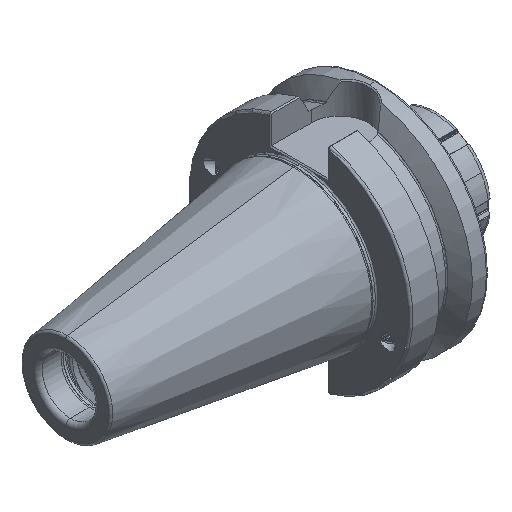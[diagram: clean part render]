
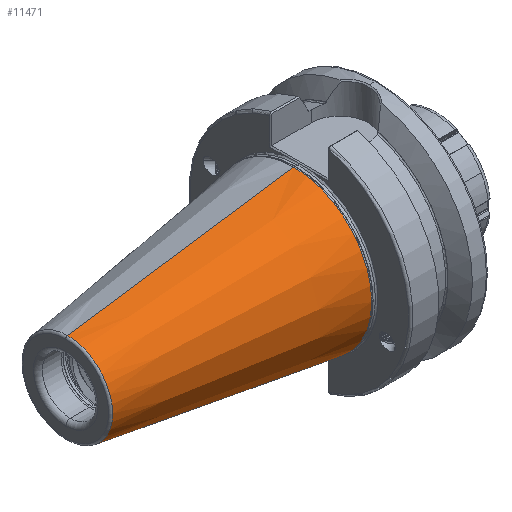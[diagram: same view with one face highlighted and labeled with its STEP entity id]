
A CAD part, isometric view. The second image highlights one B-rep face of the part: STEP entity #11471.
In plain terms, the highlighted conical face has half-angle 8.297 degrees and reference radius 34.998 mm.
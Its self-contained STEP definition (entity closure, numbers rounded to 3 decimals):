
#1139 = CARTESIAN_POINT ( 'NONE',  ( -2.5, 0., 34.998 ) ) ;
#1142 = DIRECTION ( 'NONE',  ( 0.99, 0., 0.144 ) ) ;
#1182 = DIRECTION ( 'NONE',  ( 0.99, 0., -0.144 ) ) ;
#1218 = CARTESIAN_POINT ( 'NONE',  ( -2.5, 0., -34.998 ) ) ;
#3155 = ORIENTED_EDGE ( 'NONE', *, *, #6575, .T. ) ;
#3189 = ORIENTED_EDGE ( 'NONE', *, *, #9408, .T. ) ;
#5162 = DIRECTION ( 'NONE',  ( 1., 0., 0. ) ) ;
#5164 = DIRECTION ( 'NONE',  ( 0., 0., -1. ) ) ;
#5211 = CARTESIAN_POINT ( 'NONE',  ( -2.5, 0., 0. ) ) ;
#6566 = EDGE_CURVE ( 'NONE', #27036, #26971, #13206, .T. ) ;
#6575 = EDGE_CURVE ( 'NONE', #27033, #26969, #13226, .T. ) ;
#8721 = CARTESIAN_POINT ( 'NONE',  ( -2.5, 0., -34.998 ) ) ;
#8824 = CARTESIAN_POINT ( 'NONE',  ( -2.5, 0., 34.998 ) ) ;
#8869 = CARTESIAN_POINT ( 'NONE',  ( -103.944, 0., 20.204 ) ) ;
#8887 = CARTESIAN_POINT ( 'NONE',  ( -103.944, 0., -20.204 ) ) ;
#9367 = EDGE_CURVE ( 'NONE', #27033, #27036, #12587, .T. ) ;
#9408 = EDGE_CURVE ( 'NONE', #26969, #26971, #12646, .T. ) ;
#11471 = ADVANCED_FACE ( 'NONE', ( #12881 ), #12880, .T. ) ;
#12587 = CIRCLE ( 'NONE', #27260, 20.204 ) ;
#12646 = CIRCLE ( 'NONE', #27279, 34.998 ) ;
#12880 = CONICAL_SURFACE ( 'NONE', #23140, 34.998, 0.145 ) ;
#12881 = FACE_OUTER_BOUND ( 'NONE', #16531, .T. ) ;
#13184 = VECTOR ( 'NONE', #1182, 1000. ) ;
#13191 = VECTOR ( 'NONE', #1142, 1000. ) ;
#13206 = LINE ( 'NONE', #1139, #13191 ) ;
#13226 = LINE ( 'NONE', #1218, #13184 ) ;
#15846 = ORIENTED_EDGE ( 'NONE', *, *, #6566, .F. ) ;
#15855 = ORIENTED_EDGE ( 'NONE', *, *, #9367, .F. ) ;
#16531 = EDGE_LOOP ( 'NONE', ( #15846, #15855, #3155, #3189 ) ) ;
#23140 = AXIS2_PLACEMENT_3D ( 'NONE', #5211, #5162, #5164 ) ;
#26969 = VERTEX_POINT ( 'NONE', #8721 ) ;
#26971 = VERTEX_POINT ( 'NONE', #8824 ) ;
#27033 = VERTEX_POINT ( 'NONE', #8887 ) ;
#27036 = VERTEX_POINT ( 'NONE', #8869 ) ;
#27260 = AXIS2_PLACEMENT_3D ( 'NONE', #27437, #27440, #27423 ) ;
#27279 = AXIS2_PLACEMENT_3D ( 'NONE', #27743, #27755, #27713 ) ;
#27423 = DIRECTION ( 'NONE',  ( 0., 0., 1. ) ) ;
#27437 = CARTESIAN_POINT ( 'NONE',  ( -103.944, 0., 0. ) ) ;
#27440 = DIRECTION ( 'NONE',  ( -1., 0., 0. ) ) ;
#27713 = DIRECTION ( 'NONE',  ( 0., 0., 1. ) ) ;
#27743 = CARTESIAN_POINT ( 'NONE',  ( -2.5, 0., 0. ) ) ;
#27755 = DIRECTION ( 'NONE',  ( -1., 0., 0. ) ) ;
